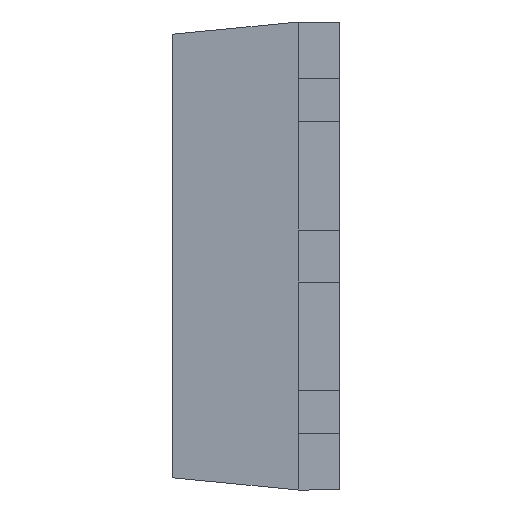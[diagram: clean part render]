
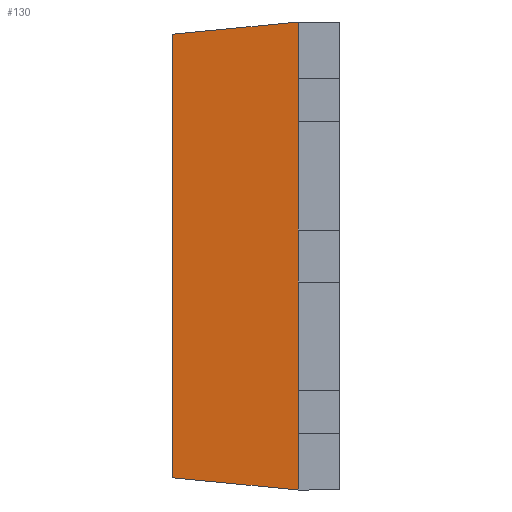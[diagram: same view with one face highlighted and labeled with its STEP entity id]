
A CAD part, left-side view. The second image highlights one B-rep face of the part: STEP entity #130.
In plain terms, the highlighted planar face has unit normal (-0.995, 0.097, 0).
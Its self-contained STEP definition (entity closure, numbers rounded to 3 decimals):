
#2 = DIRECTION ( 'NONE',  ( 0.995, -0.097, 0. ) ) ;
#130 = ADVANCED_FACE ( 'NONE', ( #516 ), #476, .F. ) ;
#142 = VECTOR ( 'NONE', #951, 1000. ) ;
#174 = VERTEX_POINT ( 'NONE', #899 ) ;
#192 = ORIENTED_EDGE ( 'NONE', *, *, #941, .T. ) ;
#199 = ORIENTED_EDGE ( 'NONE', *, *, #970, .T. ) ;
#206 = CARTESIAN_POINT ( 'NONE',  ( -1.002, 0.395, 0. ) ) ;
#238 = LINE ( 'NONE', #449, #1259 ) ;
#255 = EDGE_CURVE ( 'NONE', #1142, #174, #1079, .T. ) ;
#272 = VECTOR ( 'NONE', #364, 1000. ) ;
#275 = CARTESIAN_POINT ( 'NONE',  ( -1.003, 0.395, 2.25 ) ) ;
#280 = CARTESIAN_POINT ( 'NONE',  ( -1.031, 0.101, 0. ) ) ;
#283 = EDGE_CURVE ( 'NONE', #1142, #1067, #238, .T. ) ;
#317 = VERTEX_POINT ( 'NONE', #1057 ) ;
#336 = CARTESIAN_POINT ( 'NONE',  ( -1.003, 0.395, 2.25 ) ) ;
#364 = DIRECTION ( 'NONE',  ( 0., 0., 1. ) ) ;
#449 = CARTESIAN_POINT ( 'NONE',  ( -1.002, 0.395, -2.25 ) ) ;
#456 = ORIENTED_EDGE ( 'NONE', *, *, #620, .F. ) ;
#476 = PLANE ( 'NONE',  #1127 ) ;
#484 = VECTOR ( 'NONE', #913, 1000. ) ;
#516 = FACE_OUTER_BOUND ( 'NONE', #1237, .T. ) ;
#552 = CARTESIAN_POINT ( 'NONE',  ( -1.002, 0.395, 0. ) ) ;
#620 = EDGE_CURVE ( 'NONE', #1067, #317, #625, .T. ) ;
#625 = LINE ( 'NONE', #1143, #1220 ) ;
#688 = CARTESIAN_POINT ( 'NONE',  ( -0.885, 1.6, -2.133 ) ) ;
#733 = LINE ( 'NONE', #275, #1133 ) ;
#754 = LINE ( 'NONE', #1188, #272 ) ;
#771 = ORIENTED_EDGE ( 'NONE', *, *, #255, .T. ) ;
#899 = CARTESIAN_POINT ( 'NONE',  ( -1.002, 0.395, -0.25 ) ) ;
#913 = DIRECTION ( 'NONE',  ( 0., 0., 1. ) ) ;
#941 = EDGE_CURVE ( 'NONE', #1130, #1194, #754, .T. ) ;
#951 = DIRECTION ( 'NONE',  ( 0., 0., 1. ) ) ;
#967 = DIRECTION ( 'NONE',  ( 0.097, 0.991, -0.097 ) ) ;
#970 = EDGE_CURVE ( 'NONE', #1194, #317, #733, .T. ) ;
#982 = LINE ( 'NONE', #552, #142 ) ;
#999 = CARTESIAN_POINT ( 'NONE',  ( -1.003, 0.395, 0.25 ) ) ;
#1035 = DIRECTION ( 'NONE',  ( 0., 0., 1. ) ) ;
#1057 = CARTESIAN_POINT ( 'NONE',  ( -0.885, 1.6, 2.132 ) ) ;
#1067 = VERTEX_POINT ( 'NONE', #688 ) ;
#1079 = LINE ( 'NONE', #206, #484 ) ;
#1084 = ORIENTED_EDGE ( 'NONE', *, *, #1311, .T. ) ;
#1102 = ORIENTED_EDGE ( 'NONE', *, *, #283, .F. ) ;
#1127 = AXIS2_PLACEMENT_3D ( 'NONE', #280, #2, #1309 ) ;
#1130 = VERTEX_POINT ( 'NONE', #999 ) ;
#1133 = VECTOR ( 'NONE', #967, 1000. ) ;
#1142 = VERTEX_POINT ( 'NONE', #1155 ) ;
#1143 = CARTESIAN_POINT ( 'NONE',  ( -0.885, 1.6, -2.133 ) ) ;
#1155 = CARTESIAN_POINT ( 'NONE',  ( -1.002, 0.395, -2.25 ) ) ;
#1170 = DIRECTION ( 'NONE',  ( 0.097, 0.991, 0.097 ) ) ;
#1188 = CARTESIAN_POINT ( 'NONE',  ( -1.002, 0.395, 0. ) ) ;
#1194 = VERTEX_POINT ( 'NONE', #336 ) ;
#1220 = VECTOR ( 'NONE', #1035, 1000. ) ;
#1237 = EDGE_LOOP ( 'NONE', ( #199, #456, #1102, #771, #1084, #192 ) ) ;
#1259 = VECTOR ( 'NONE', #1170, 1000. ) ;
#1309 = DIRECTION ( 'NONE',  ( 0.097, 0.995, 0. ) ) ;
#1311 = EDGE_CURVE ( 'NONE', #174, #1130, #982, .T. ) ;
